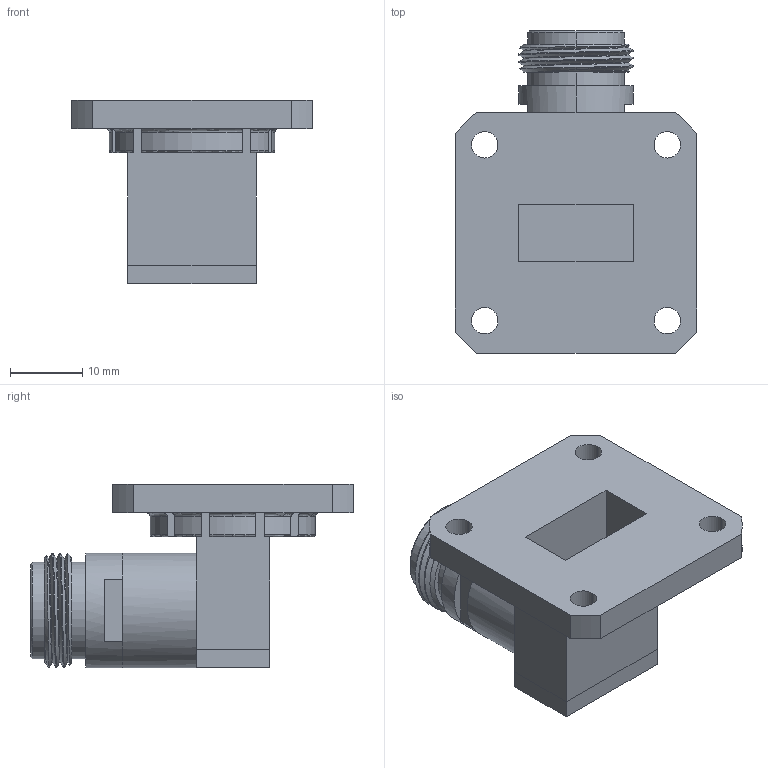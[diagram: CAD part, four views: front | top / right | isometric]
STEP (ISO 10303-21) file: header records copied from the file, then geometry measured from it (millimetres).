
FILE_DESCRIPTION (( 'STEP AP214' ), '1' );
FILE_NAME ('PEWCA1028.step', '2021-05-20T17:05:49', ( '' ), ( '' ), 'SwSTEP 2.0', 'SolidWorks 2020', '' );
FILE_SCHEMA (( 'AUTOMOTIVE_DESIGN' ));
Length unit declared in the file: inch
Products named in the file (3): PEWCA1028; Copy of N FEMALE-SOLID^PEWCA1028
Assembly tree (2 placements, depth 2):
  PEWCA1028
    PEWCA1028
    Copy of N FEMALE-SOLID^PEWCA1028
Bounding box: 33.32 x 44.6 x 25.4 mm (x, y, z)
Volume: 9276.8 mm3; surface area: 7815.8 mm2
Topology: 4 solids, 4 shells, 134 faces, 348 edges, 228 vertices
Faces by surface type: plane 60, cylinder 43, torus 18, cone 10, bspline 3
Entity records: 5191 total; most frequent: CARTESIAN_POINT 1772, ORIENTED_EDGE 696, DIRECTION 672, EDGE_CURVE 348, AXIS2_PLACEMENT_3D 247, VERTEX_POINT 228, VECTOR 178, LINE 178
